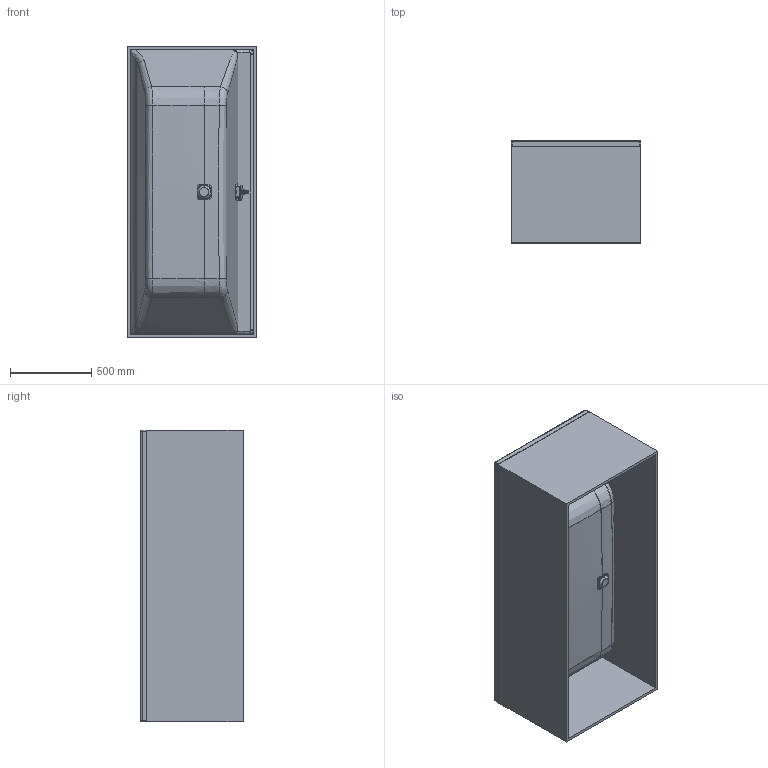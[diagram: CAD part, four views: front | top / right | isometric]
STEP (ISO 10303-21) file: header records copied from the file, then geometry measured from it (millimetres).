
FILE_DESCRIPTION((''),'2;1');
FILE_NAME('COLLARO180X80_24072018_ASM','2018-11-14T16:33:17',('grootj'),('Villeroy & Boch Wellness bv'),'CREO PARAMETRIC BY PTC INC, 2018020','CREO PARAMETRIC BY PTC INC, 2018020','');
FILE_SCHEMA(('CONFIG_CONTROL_DESIGN'));
Length unit declared in the file: millimetre
Products named in the file (9): COLLARO180X80_23072018; COLLARO_WASTECOVER80_23072018; BACKHOUSING_R14_NO2K_RAPID_1; FLANGE_R6_1; COVER_R3_3_1; WATERINLET_R9_1_11_1; TIBET_ASM_ASM; KISTJE180_01052018; COLLARO180X80_24072018_ASM
Assembly tree (8 placements, depth 3):
  COLLARO180X80_24072018_ASM
    COLLARO180X80_23072018
    COLLARO_WASTECOVER80_23072018
    TIBET_ASM_ASM
      BACKHOUSING_R14_NO2K_RAPID_1
      FLANGE_R6_1
      COVER_R3_3_1
      WATERINLET_R9_1_11_1
    KISTJE180_01052018
Bounding box: 800 x 630 x 1800 mm (x, y, z)
Volume: 66581806.1 mm3; surface area: 12227806.7 mm2
Topology: 7 solids, 7 shells, 1023 faces, 2592 edges, 1610 vertices
Faces by surface type: plane 365, cylinder 361, bspline 168, torus 81, cone 35, revolution 5, sphere 4, extrusion 4
Entity records: 41283 total; most frequent: CARTESIAN_POINT 17186, ORIENTED_EDGE 5170, DIRECTION 4857, EDGE_CURVE 2585, AXIS2_PLACEMENT_3D 1837, VERTEX_POINT 1610, VECTOR 1178, LINE 1174
